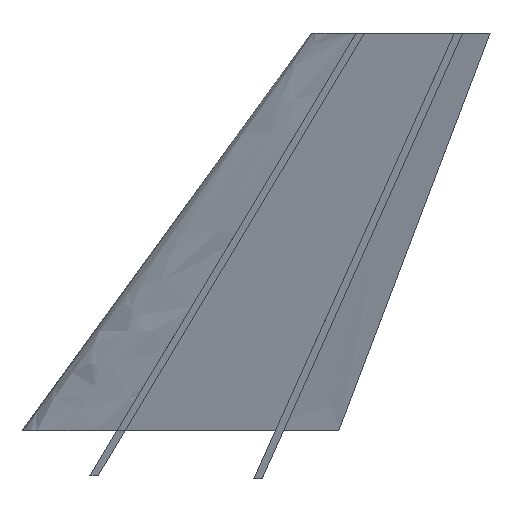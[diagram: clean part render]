
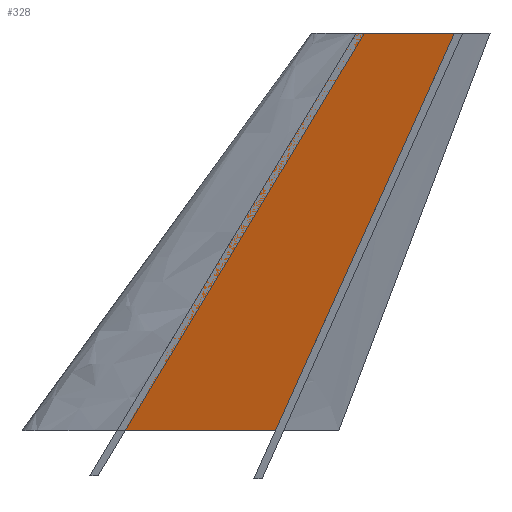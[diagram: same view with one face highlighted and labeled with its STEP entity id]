
A CAD part, top view. The second image highlights one B-rep face of the part: STEP entity #328.
In plain terms, the highlighted planar face has unit normal (0, -0.238, 0.971).
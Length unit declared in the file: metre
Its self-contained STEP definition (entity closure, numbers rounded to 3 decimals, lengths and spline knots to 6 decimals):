
#54=PLANE('',#832);
#145=ORIENTED_EDGE('',*,*,#205,.T.);
#146=ORIENTED_EDGE('',*,*,#206,.T.);
#147=ORIENTED_EDGE('',*,*,#207,.T.);
#148=ORIENTED_EDGE('',*,*,#208,.T.);
#205=EDGE_CURVE('',#257,#258,#669,.T.);
#206=EDGE_CURVE('',#258,#259,#670,.T.);
#207=EDGE_CURVE('',#259,#260,#671,.T.);
#208=EDGE_CURVE('',#260,#257,#672,.T.);
#257=VERTEX_POINT('',#2563);
#258=VERTEX_POINT('',#2564);
#259=VERTEX_POINT('',#2566);
#260=VERTEX_POINT('',#2568);
#284=EDGE_LOOP('',(#145,#146,#147,#148));
#305=FACE_BOUND('',#284,.T.);
#328=ADVANCED_FACE('',(#305),#54,.T.);
#669=LINE('',#2562,#727);
#670=LINE('',#2565,#728);
#671=LINE('',#2567,#729);
#672=LINE('',#2569,#730);
#727=VECTOR('',#965,1.);
#728=VECTOR('',#966,1.);
#729=VECTOR('',#967,1.);
#730=VECTOR('',#968,1.);
#832=AXIS2_PLACEMENT_3D('',#2561,#963,#964);
#963=DIRECTION('',(0.,-0.238,0.971));
#964=DIRECTION('',(1.,0.,0.));
#965=DIRECTION('',(1.,0.,0.));
#966=DIRECTION('',(0.401,0.89,0.218));
#967=DIRECTION('',(-1.,0.,0.));
#968=DIRECTION('',(-0.505,-0.839,-0.205));
#2561=CARTESIAN_POINT('',(0.69,0.,0.207091));
#2562=CARTESIAN_POINT('',(1.265,0.,0.207091));
#2563=CARTESIAN_POINT('',(0.69,0.,0.207091));
#2564=CARTESIAN_POINT('',(1.84,0.,0.207091));
#2565=CARTESIAN_POINT('',(2.489111,1.441893,0.56032));
#2566=CARTESIAN_POINT('',(3.138223,2.883785,0.913548));
#2567=CARTESIAN_POINT('',(2.781548,2.883785,0.913548));
#2568=CARTESIAN_POINT('',(2.424873,2.883785,0.913548));
#2569=CARTESIAN_POINT('',(1.557436,1.441893,0.56032));
